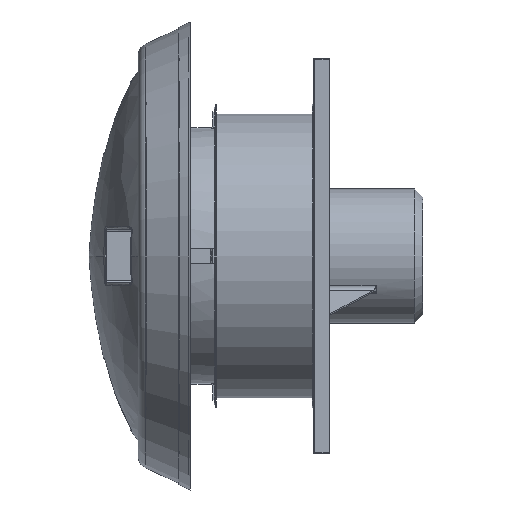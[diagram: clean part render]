
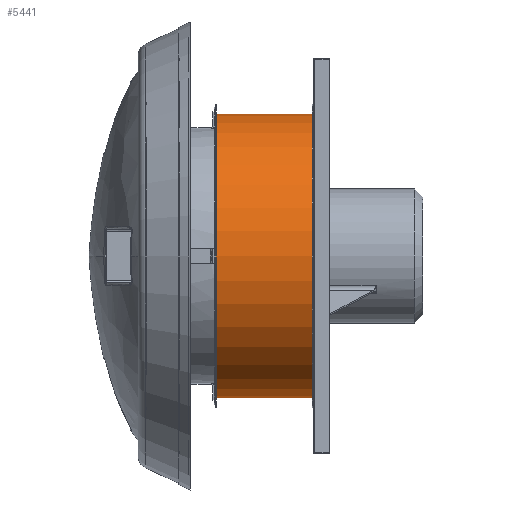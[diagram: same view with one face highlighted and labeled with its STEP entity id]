
A CAD part, left-side view. The second image highlights one B-rep face of the part: STEP entity #5441.
In plain terms, the highlighted cylindrical face has radius 333 mm (diameter 666 mm), a partial arc.
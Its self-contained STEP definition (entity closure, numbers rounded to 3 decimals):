
#273 = CARTESIAN_POINT ( 'NONE',  ( 0., 0., 0. ) ) ;
#359 = DIRECTION ( 'NONE',  ( 0., 0., -1. ) ) ;
#1330 = CARTESIAN_POINT ( 'NONE',  ( 0., 265.5, 0. ) ) ;
#2395 = CARTESIAN_POINT ( 'NONE',  ( 0., 40., 333. ) ) ;
#4027 = CARTESIAN_POINT ( 'NONE',  ( 0., 40., 0. ) ) ;
#4801 = VERTEX_POINT ( 'NONE', #11549 ) ;
#5441 = ADVANCED_FACE ( 'NONE', ( #23343 ), #7604, .T. ) ;
#5643 = DIRECTION ( 'NONE',  ( 0., -1., 0. ) ) ;
#5724 = CARTESIAN_POINT ( 'NONE',  ( 0., 0., 333. ) ) ;
#6888 = AXIS2_PLACEMENT_3D ( 'NONE', #1330, #19765, #10452 ) ;
#7242 = ORIENTED_EDGE ( 'NONE', *, *, #9170, .F. ) ;
#7461 = EDGE_CURVE ( 'NONE', #9058, #4801, #14783, .T. ) ;
#7604 = CYLINDRICAL_SURFACE ( 'NONE', #14522, 333. ) ;
#7684 = CARTESIAN_POINT ( 'NONE',  ( 0., 265.5, -333. ) ) ;
#7953 = CARTESIAN_POINT ( 'NONE',  ( 0., 0., -333. ) ) ;
#9058 = VERTEX_POINT ( 'NONE', #7684 ) ;
#9170 = EDGE_CURVE ( 'NONE', #10167, #23404, #17329, .T. ) ;
#9439 = DIRECTION ( 'NONE',  ( 0., 0., -1. ) ) ;
#9834 = DIRECTION ( 'NONE',  ( 0., -1., 0. ) ) ;
#10167 = VERTEX_POINT ( 'NONE', #17588 ) ;
#10452 = DIRECTION ( 'NONE',  ( 0., 0., -1. ) ) ;
#11191 = DIRECTION ( 'NONE',  ( 0., -1., 0. ) ) ;
#11498 = ORIENTED_EDGE ( 'NONE', *, *, #7461, .T. ) ;
#11541 = VECTOR ( 'NONE', #9834, 1000. ) ;
#11549 = CARTESIAN_POINT ( 'NONE',  ( 0., 40., -333. ) ) ;
#13402 = EDGE_CURVE ( 'NONE', #10167, #9058, #22157, .T. ) ;
#14428 = EDGE_CURVE ( 'NONE', #23404, #4801, #15374, .T. ) ;
#14522 = AXIS2_PLACEMENT_3D ( 'NONE', #273, #11191, #359 ) ;
#14783 = LINE ( 'NONE', #7953, #11541 ) ;
#15374 = CIRCLE ( 'NONE', #17060, 333. ) ;
#17060 = AXIS2_PLACEMENT_3D ( 'NONE', #4027, #18767, #9439 ) ;
#17329 = LINE ( 'NONE', #5724, #18521 ) ;
#17588 = CARTESIAN_POINT ( 'NONE',  ( 0., 265.5, 333. ) ) ;
#18521 = VECTOR ( 'NONE', #5643, 1000. ) ;
#18767 = DIRECTION ( 'NONE',  ( 0., -1., 0. ) ) ;
#19765 = DIRECTION ( 'NONE',  ( 0., -1., 0. ) ) ;
#21206 = ORIENTED_EDGE ( 'NONE', *, *, #14428, .F. ) ;
#22157 = CIRCLE ( 'NONE', #6888, 333. ) ;
#22780 = ORIENTED_EDGE ( 'NONE', *, *, #13402, .T. ) ;
#23343 = FACE_OUTER_BOUND ( 'NONE', #24097, .T. ) ;
#23404 = VERTEX_POINT ( 'NONE', #2395 ) ;
#24097 = EDGE_LOOP ( 'NONE', ( #7242, #22780, #11498, #21206 ) ) ;
